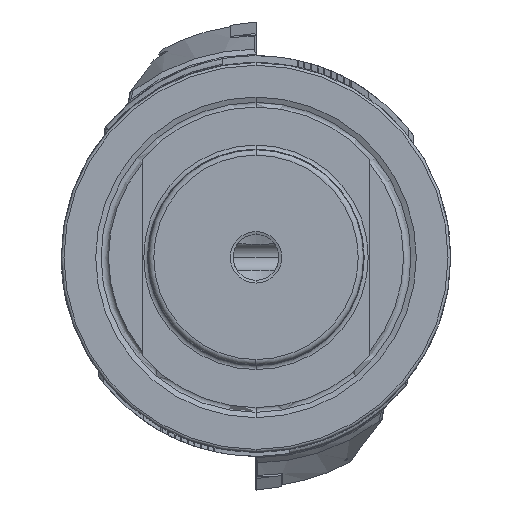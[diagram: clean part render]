
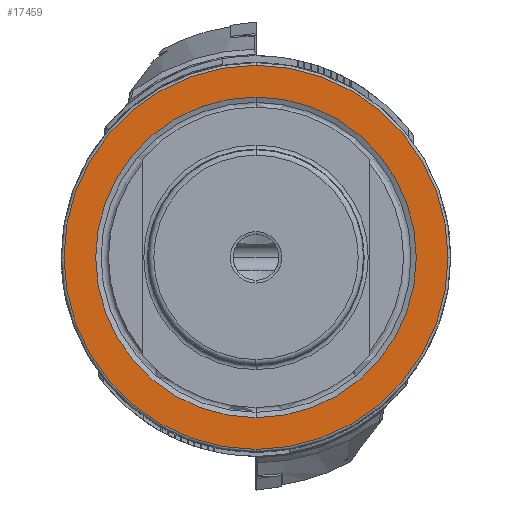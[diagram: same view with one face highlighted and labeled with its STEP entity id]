
A CAD part, left-side view. The second image highlights one B-rep face of the part: STEP entity #17459.
In plain terms, the highlighted planar face has unit normal (-1, 0, 0).
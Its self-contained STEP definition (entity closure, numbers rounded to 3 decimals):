
#61 = CARTESIAN_POINT ( 'NONE',  ( 0., 0., 0. ) ) ;
#1151 = EDGE_CURVE ( 'NONE', #25494, #19800, #24797, .T. ) ;
#4288 = DIRECTION ( 'NONE',  ( 0., 0., 1. ) ) ;
#6227 = EDGE_CURVE ( 'NONE', #21650, #32516, #51745, .T. ) ;
#6976 = PLANE ( 'NONE',  #17842 ) ;
#7656 = EDGE_LOOP ( 'NONE', ( #18178, #16240 ) ) ;
#8838 = FACE_BOUND ( 'NONE', #7656, .T. ) ;
#9202 = AXIS2_PLACEMENT_3D ( 'NONE', #10782, #40076, #15080 ) ;
#9498 = AXIS2_PLACEMENT_3D ( 'NONE', #61, #29499, #4288 ) ;
#10782 = CARTESIAN_POINT ( 'NONE',  ( 0., 0., 0. ) ) ;
#11133 = CARTESIAN_POINT ( 'NONE',  ( 0., 0., 0. ) ) ;
#11827 = CARTESIAN_POINT ( 'NONE',  ( 0., 0., 0. ) ) ;
#11906 = DIRECTION ( 'NONE',  ( 0., 0., 1. ) ) ;
#11943 = DIRECTION ( 'NONE',  ( -1., 0., 0. ) ) ;
#15080 = DIRECTION ( 'NONE',  ( 0., 0., 1. ) ) ;
#15436 = DIRECTION ( 'NONE',  ( 0., 0., 1. ) ) ;
#16240 = ORIENTED_EDGE ( 'NONE', *, *, #46473, .F. ) ;
#17459 = ADVANCED_FACE ( 'NONE', ( #8838, #33785 ), #6976, .F. ) ;
#17547 = ORIENTED_EDGE ( 'NONE', *, *, #1151, .T. ) ;
#17842 = AXIS2_PLACEMENT_3D ( 'NONE', #19765, #23953, #53037 ) ;
#18178 = ORIENTED_EDGE ( 'NONE', *, *, #6227, .F. ) ;
#19765 = CARTESIAN_POINT ( 'NONE',  ( 0., 29.626, 0. ) ) ;
#19800 = VERTEX_POINT ( 'NONE', #31413 ) ;
#20085 = CARTESIAN_POINT ( 'NONE',  ( 0., 0., -29.626 ) ) ;
#21650 = VERTEX_POINT ( 'NONE', #51694 ) ;
#23539 = EDGE_CURVE ( 'NONE', #19800, #25494, #31333, .T. ) ;
#23953 = DIRECTION ( 'NONE',  ( 1., 0., 0. ) ) ;
#24797 = CIRCLE ( 'NONE', #25797, 35.5 ) ;
#25494 = VERTEX_POINT ( 'NONE', #27495 ) ;
#25797 = AXIS2_PLACEMENT_3D ( 'NONE', #11827, #11943, #11906 ) ;
#27495 = CARTESIAN_POINT ( 'NONE',  ( 0., 0., 35.5 ) ) ;
#29499 = DIRECTION ( 'NONE',  ( -1., 0., 0. ) ) ;
#31333 = CIRCLE ( 'NONE', #38542, 35.5 ) ;
#31413 = CARTESIAN_POINT ( 'NONE',  ( 0., 0., -35.5 ) ) ;
#32516 = VERTEX_POINT ( 'NONE', #20085 ) ;
#33785 = FACE_OUTER_BOUND ( 'NONE', #52534, .T. ) ;
#35044 = CIRCLE ( 'NONE', #9498, 29.626 ) ;
#38542 = AXIS2_PLACEMENT_3D ( 'NONE', #11133, #40438, #15436 ) ;
#40076 = DIRECTION ( 'NONE',  ( -1., 0., 0. ) ) ;
#40438 = DIRECTION ( 'NONE',  ( -1., 0., 0. ) ) ;
#42357 = ORIENTED_EDGE ( 'NONE', *, *, #23539, .T. ) ;
#46473 = EDGE_CURVE ( 'NONE', #32516, #21650, #35044, .T. ) ;
#51694 = CARTESIAN_POINT ( 'NONE',  ( 0., 0., 29.626 ) ) ;
#51745 = CIRCLE ( 'NONE', #9202, 29.626 ) ;
#52534 = EDGE_LOOP ( 'NONE', ( #17547, #42357 ) ) ;
#53037 = DIRECTION ( 'NONE',  ( 0., 0., -1. ) ) ;
